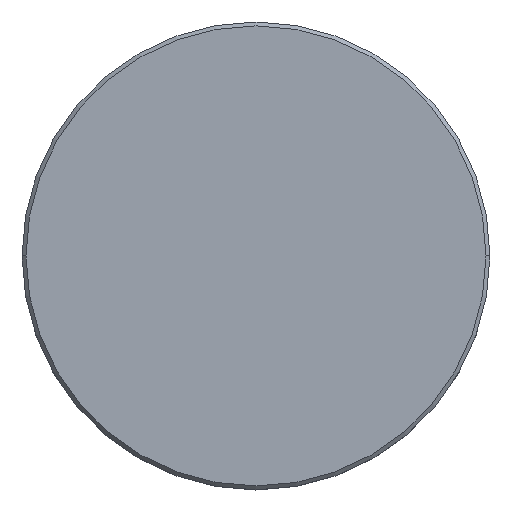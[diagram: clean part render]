
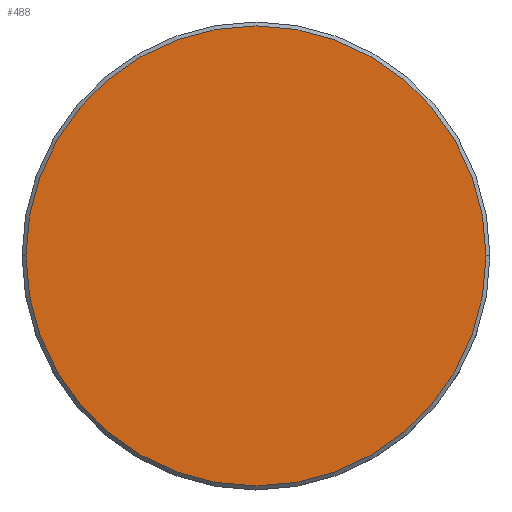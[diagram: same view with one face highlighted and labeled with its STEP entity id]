
A CAD part, top view. The second image highlights one B-rep face of the part: STEP entity #488.
In plain terms, the highlighted planar face has unit normal (0, 0, 1).
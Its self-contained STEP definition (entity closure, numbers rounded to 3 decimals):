
#42 = VERTEX_POINT ( 'NONE', #602 ) ;
#63 = PLANE ( 'NONE',  #640 ) ;
#71 = DIRECTION ( 'NONE',  ( 1., 0., 0. ) ) ;
#125 = EDGE_CURVE ( 'NONE', #914, #42, #1108, .T. ) ;
#156 = DIRECTION ( 'NONE',  ( 1., 0., 0. ) ) ;
#215 = CARTESIAN_POINT ( 'NONE',  ( 0., 0., 0. ) ) ;
#236 = ORIENTED_EDGE ( 'NONE', *, *, #125, .T. ) ;
#356 = CIRCLE ( 'NONE', #1035, 29.5 ) ;
#431 = FACE_OUTER_BOUND ( 'NONE', #919, .T. ) ;
#462 = DIRECTION ( 'NONE',  ( 0., 0., 1. ) ) ;
#488 = ADVANCED_FACE ( 'NONE', ( #431 ), #63, .T. ) ;
#594 = DIRECTION ( 'NONE',  ( 1., 0., 0. ) ) ;
#602 = CARTESIAN_POINT ( 'NONE',  ( -29.5, 0., 0. ) ) ;
#604 = AXIS2_PLACEMENT_3D ( 'NONE', #894, #462, #71 ) ;
#640 = AXIS2_PLACEMENT_3D ( 'NONE', #692, #892, #156 ) ;
#692 = CARTESIAN_POINT ( 'NONE',  ( 0., 0., 0. ) ) ;
#759 = ORIENTED_EDGE ( 'NONE', *, *, #794, .T. ) ;
#762 = DIRECTION ( 'NONE',  ( 0., 0., 1. ) ) ;
#794 = EDGE_CURVE ( 'NONE', #42, #914, #356, .T. ) ;
#892 = DIRECTION ( 'NONE',  ( 0., 0., 1. ) ) ;
#894 = CARTESIAN_POINT ( 'NONE',  ( 0., 0., 0. ) ) ;
#914 = VERTEX_POINT ( 'NONE', #1063 ) ;
#919 = EDGE_LOOP ( 'NONE', ( #759, #236 ) ) ;
#1035 = AXIS2_PLACEMENT_3D ( 'NONE', #215, #762, #594 ) ;
#1063 = CARTESIAN_POINT ( 'NONE',  ( 29.5, 0., 0. ) ) ;
#1108 = CIRCLE ( 'NONE', #604, 29.5 ) ;
